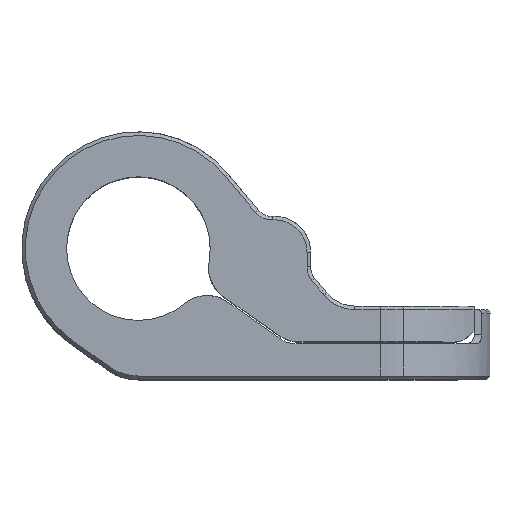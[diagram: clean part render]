
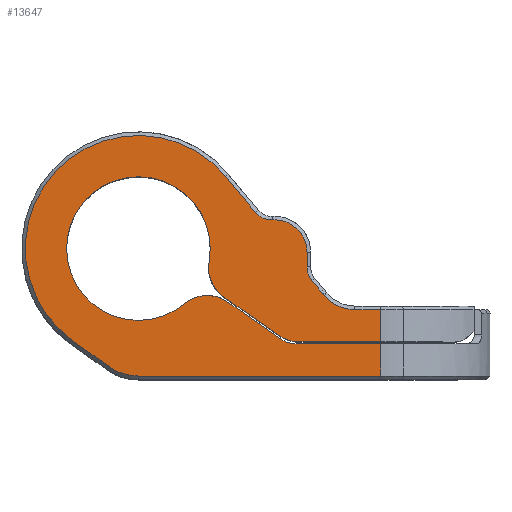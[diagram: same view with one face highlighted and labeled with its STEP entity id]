
A CAD part, top view. The second image highlights one B-rep face of the part: STEP entity #13647.
In plain terms, the highlighted planar face has unit normal (0, 0, 1).
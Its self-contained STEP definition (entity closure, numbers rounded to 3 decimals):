
#934=CARTESIAN_POINT('',(12.274,-0.7,6.45));
#935=DIRECTION('',(0.,0.,1.));
#936=DIRECTION('',(-0.77,-0.638,0.));
#937=AXIS2_PLACEMENT_3D('',#934,#935,#936);
#939=DIRECTION('',(-0.633,0.774,0.));
#940=VECTOR('',#939,0.028);
#941=CARTESIAN_POINT('',(10.345,-2.592,6.45));
#942=LINE('',#941,#940);
#943=CARTESIAN_POINT('',(12.048,-1.2,6.45));
#944=DIRECTION('',(0.,0.,-1.));
#945=DIRECTION('',(0.,-1.,0.));
#946=AXIS2_PLACEMENT_3D('',#943,#944,#945);
#948=DIRECTION('',(-1.,0.,0.));
#949=VECTOR('',#948,1.436);
#950=CARTESIAN_POINT('',(13.484,-3.4,6.45));
#951=LINE('',#950,#949);
#952=DIRECTION('',(0.,1.,0.));
#953=VECTOR('',#952,1.8);
#954=CARTESIAN_POINT('',(13.484,-5.2,6.45));
#955=LINE('',#954,#953);
#956=DIRECTION('',(1.,0.,0.));
#957=VECTOR('',#956,4.487);
#958=CARTESIAN_POINT('',(8.997,-5.2,6.45));
#959=LINE('',#958,#957);
#960=CARTESIAN_POINT('',(8.997,-3.1,6.45));
#961=DIRECTION('',(0.,0.,1.));
#962=DIRECTION('',(-0.574,-0.819,0.));
#963=AXIS2_PLACEMENT_3D('',#960,#961,#962);
#965=DIRECTION('',(0.819,-0.574,0.));
#966=VECTOR('',#965,3.704);
#967=CARTESIAN_POINT('',(4.759,-2.696,6.45));
#968=LINE('',#967,#966);
#969=CARTESIAN_POINT('',(5.906,-1.058,6.45));
#970=DIRECTION('',(0.,0.,1.));
#971=DIRECTION('',(-0.984,0.176,0.));
#972=AXIS2_PLACEMENT_3D('',#969,#970,#971);
#974=CARTESIAN_POINT('',(3.836,-4.613,6.45));
#975=DIRECTION('',(0.,0.,1.));
#976=DIRECTION('',(0.574,0.819,0.));
#977=AXIS2_PLACEMENT_3D('',#974,#975,#976);
#979=DIRECTION('',(-0.819,0.574,0.));
#980=VECTOR('',#979,3.58);
#981=CARTESIAN_POINT('',(7.916,-5.029,6.45));
#982=LINE('',#981,#980);
#983=DIRECTION('',(-1.,0.,0.));
#984=VECTOR('',#983,4.708);
#985=CARTESIAN_POINT('',(13.484,-5.3,6.45));
#986=LINE('',#985,#984);
#987=DIRECTION('',(0.,1.,0.));
#988=VECTOR('',#987,1.8);
#989=CARTESIAN_POINT('',(13.484,-7.1,6.45));
#990=LINE('',#989,#988);
#991=DIRECTION('',(-1.,0.,0.));
#992=VECTOR('',#991,13.484);
#993=CARTESIAN_POINT('',(13.484,-7.1,6.45));
#994=LINE('',#993,#992);
#995=CARTESIAN_POINT('',(0.,-4.3,6.45));
#996=DIRECTION('',(0.,0.,-1.));
#997=DIRECTION('',(0.,-1.,0.));
#998=AXIS2_PLACEMENT_3D('',#995,#996,#997);
#1000=DIRECTION('',(-0.814,0.581,0.));
#1001=VECTOR('',#1000,2.498);
#1002=CARTESIAN_POINT('',(-1.627,-6.579,6.45));
#1003=LINE('',#1002,#1001);
#1004=CARTESIAN_POINT('',(0.,0.,6.45));
#1005=DIRECTION('',(0.,0.,-1.));
#1006=DIRECTION('',(-0.581,-0.814,0.));
#1007=AXIS2_PLACEMENT_3D('',#1004,#1005,#1006);
#1009=DIRECTION('',(0.638,-0.77,0.));
#1010=VECTOR('',#1009,2.589);
#1011=CARTESIAN_POINT('',(4.849,4.022,6.45));
#1012=LINE('',#1011,#1010);
#1013=CARTESIAN_POINT('',(7.426,2.796,6.45));
#1014=DIRECTION('',(0.,0.,1.));
#1015=DIRECTION('',(-0.77,-0.638,0.));
#1016=AXIS2_PLACEMENT_3D('',#1013,#1014,#1015);
#1018=CARTESIAN_POINT('',(7.589,-0.2,6.45));
#1019=DIRECTION('',(0.,0.,-1.));
#1020=DIRECTION('',(-0.054,0.999,0.));
#1021=AXIS2_PLACEMENT_3D('',#1018,#1019,#1020);
#1023=DIRECTION('',(0.,-1.,0.));
#1024=VECTOR('',#1023,0.818);
#1025=CARTESIAN_POINT('',(9.389,-0.2,6.45));
#1026=LINE('',#1025,#1024);
#1027=CARTESIAN_POINT('',(10.589,-1.018,6.45));
#1028=DIRECTION('',(0.,0.,1.));
#1029=DIRECTION('',(-1.,0.,0.));
#1030=AXIS2_PLACEMENT_3D('',#1027,#1028,#1029);
#1032=DIRECTION('',(0.638,-0.77,0.));
#1033=VECTOR('',#1032,0.832);
#1034=CARTESIAN_POINT('',(9.665,-1.784,6.45));
#1035=LINE('',#1034,#1033);
#2564=CARTESIAN_POINT('',(8.777,-3.8,6.45));
#2565=DIRECTION('',(0.,0.,-1.));
#2566=DIRECTION('',(0.,-1.,0.));
#2567=AXIS2_PLACEMENT_3D('',#2564,#2565,#2566);
#2762=CARTESIAN_POINT('',(0.,0.,6.45));
#2763=DIRECTION('',(0.,0.,-1.));
#2764=DIRECTION('',(0.639,-0.769,0.));
#2765=AXIS2_PLACEMENT_3D('',#2762,#2763,#2764);
#10100=CARTESIAN_POINT('',(4.983,-2.975,6.45));
#10101=VERTEX_POINT('',#10100);
#10102=CARTESIAN_POINT('',(2.557,-3.076,6.45));
#10103=VERTEX_POINT('',#10102);
#10108=CARTESIAN_POINT('',(3.937,-0.705,6.45));
#10109=CARTESIAN_POINT('',(4.759,-2.696,6.45));
#10110=VERTEX_POINT('',#10108);
#10111=VERTEX_POINT('',#10109);
#10124=CARTESIAN_POINT('',(7.793,-4.82,6.45));
#10125=VERTEX_POINT('',#10124);
#10126=CARTESIAN_POINT('',(8.997,-5.2,6.45));
#10127=VERTEX_POINT('',#10126);
#10129=CARTESIAN_POINT('',(7.916,-5.029,6.45));
#10131=VERTEX_POINT('',#10129);
#10133=CARTESIAN_POINT('',(8.777,-5.3,6.45));
#10135=VERTEX_POINT('',#10133);
#12242=CARTESIAN_POINT('',(13.484,-5.3,6.45));
#12244=VERTEX_POINT('',#12242);
#12247=CARTESIAN_POINT('',(13.484,-5.2,6.45));
#12249=VERTEX_POINT('',#12247);
#12322=CARTESIAN_POINT('',(10.196,-2.424,6.45));
#12323=CARTESIAN_POINT('',(10.327,-2.571,6.45));
#12324=VERTEX_POINT('',#12322);
#12325=VERTEX_POINT('',#12323);
#12332=CARTESIAN_POINT('',(9.665,-1.784,6.45));
#12333=VERTEX_POINT('',#12332);
#12336=CARTESIAN_POINT('',(9.389,-1.018,6.45));
#12337=VERTEX_POINT('',#12336);
#12340=CARTESIAN_POINT('',(9.389,-0.2,6.45));
#12341=VERTEX_POINT('',#12340);
#12344=CARTESIAN_POINT('',(7.491,1.597,6.45));
#12345=VERTEX_POINT('',#12344);
#12348=CARTESIAN_POINT('',(6.502,2.029,6.45));
#12349=VERTEX_POINT('',#12348);
#12352=CARTESIAN_POINT('',(4.849,4.022,6.45));
#12353=VERTEX_POINT('',#12352);
#12356=CARTESIAN_POINT('',(-3.66,-5.128,6.45));
#12357=VERTEX_POINT('',#12356);
#12360=CARTESIAN_POINT('',(-1.627,-6.579,6.45));
#12361=VERTEX_POINT('',#12360);
#12364=CARTESIAN_POINT('',(0.,-7.1,6.45));
#12365=VERTEX_POINT('',#12364);
#12378=CARTESIAN_POINT('',(13.484,-7.1,6.45));
#12379=VERTEX_POINT('',#12378);
#12380=CARTESIAN_POINT('',(13.484,-3.4,6.45));
#12381=VERTEX_POINT('',#12380);
#12410=CARTESIAN_POINT('',(12.048,-3.4,6.45));
#12411=VERTEX_POINT('',#12410);
#12412=CARTESIAN_POINT('',(10.345,-2.592,6.45));
#12413=VERTEX_POINT('',#12412);
#13597=CARTESIAN_POINT('',(0.,0.,6.45));
#13598=DIRECTION('',(0.,0.,1.));
#13599=DIRECTION('',(1.,0.,0.));
#13600=AXIS2_PLACEMENT_3D('',#13597,#13598,#13599);
#13601=PLANE('',#13600);
#13602=ORIENTED_EDGE('',*,*,#13587,.T.);
#13604=ORIENTED_EDGE('',*,*,#13603,.F.);
#13606=ORIENTED_EDGE('',*,*,#13605,.F.);
#13608=ORIENTED_EDGE('',*,*,#13607,.F.);
#13610=ORIENTED_EDGE('',*,*,#13609,.F.);
#13611=ORIENTED_EDGE('',*,*,#12922,.F.);
#13613=ORIENTED_EDGE('',*,*,#13612,.F.);
#13615=ORIENTED_EDGE('',*,*,#13614,.F.);
#13617=ORIENTED_EDGE('',*,*,#13616,.F.);
#13619=ORIENTED_EDGE('',*,*,#13618,.F.);
#13621=ORIENTED_EDGE('',*,*,#13620,.F.);
#13623=ORIENTED_EDGE('',*,*,#13622,.F.);
#13625=ORIENTED_EDGE('',*,*,#13624,.F.);
#13627=ORIENTED_EDGE('',*,*,#13626,.F.);
#13629=ORIENTED_EDGE('',*,*,#13628,.F.);
#13631=ORIENTED_EDGE('',*,*,#13630,.T.);
#13633=ORIENTED_EDGE('',*,*,#13632,.T.);
#13635=ORIENTED_EDGE('',*,*,#13634,.T.);
#13636=ORIENTED_EDGE('',*,*,#13443,.T.);
#13637=ORIENTED_EDGE('',*,*,#13458,.T.);
#13638=ORIENTED_EDGE('',*,*,#13473,.T.);
#13640=ORIENTED_EDGE('',*,*,#13639,.T.);
#13642=ORIENTED_EDGE('',*,*,#13641,.T.);
#13643=ORIENTED_EDGE('',*,*,#13561,.T.);
#13644=ORIENTED_EDGE('',*,*,#13576,.T.);
#13645=EDGE_LOOP('',(#13602,#13604,#13606,#13608,#13610,#13611,#13613,#13615,
#13617,#13619,#13621,#13623,#13625,#13627,#13629,#13631,#13633,#13635,#13636,
#13637,#13638,#13640,#13642,#13643,#13644));
#13646=FACE_OUTER_BOUND('',#13645,.F.);
#13647=ADVANCED_FACE('',(#13646),#13601,.T.);
#938=CIRCLE('',#937,2.7);
#947=CIRCLE('',#946,2.2);
#964=CIRCLE('',#963,2.1);
#973=CIRCLE('',#972,2.);
#978=CIRCLE('',#977,2.);
#999=CIRCLE('',#998,2.8);
#1008=CIRCLE('',#1007,6.3);
#1017=CIRCLE('',#1016,1.2);
#1022=CIRCLE('',#1021,1.8);
#1031=CIRCLE('',#1030,1.2);
#2568=CIRCLE('',#2567,1.5);
#2766=CIRCLE('',#2765,4.);
#12922=EDGE_CURVE('',#10127,#12249,#959,.T.);
#13443=EDGE_CURVE('',#12357,#12353,#1008,.T.);
#13458=EDGE_CURVE('',#12353,#12349,#1012,.T.);
#13473=EDGE_CURVE('',#12349,#12345,#1017,.T.);
#13561=EDGE_CURVE('',#12337,#12333,#1031,.T.);
#13576=EDGE_CURVE('',#12333,#12324,#1035,.T.);
#13587=EDGE_CURVE('',#12324,#12325,#938,.T.);
#13603=EDGE_CURVE('',#12413,#12325,#942,.T.);
#13605=EDGE_CURVE('',#12411,#12413,#947,.T.);
#13607=EDGE_CURVE('',#12381,#12411,#951,.T.);
#13609=EDGE_CURVE('',#12249,#12381,#955,.T.);
#13612=EDGE_CURVE('',#10125,#10127,#964,.T.);
#13614=EDGE_CURVE('',#10111,#10125,#968,.T.);
#13616=EDGE_CURVE('',#10110,#10111,#973,.T.);
#13618=EDGE_CURVE('',#10103,#10110,#2766,.T.);
#13620=EDGE_CURVE('',#10101,#10103,#978,.T.);
#13622=EDGE_CURVE('',#10131,#10101,#982,.T.);
#13624=EDGE_CURVE('',#10135,#10131,#2568,.T.);
#13626=EDGE_CURVE('',#12244,#10135,#986,.T.);
#13628=EDGE_CURVE('',#12379,#12244,#990,.T.);
#13630=EDGE_CURVE('',#12379,#12365,#994,.T.);
#13632=EDGE_CURVE('',#12365,#12361,#999,.T.);
#13634=EDGE_CURVE('',#12361,#12357,#1003,.T.);
#13639=EDGE_CURVE('',#12345,#12341,#1022,.T.);
#13641=EDGE_CURVE('',#12341,#12337,#1026,.T.);
